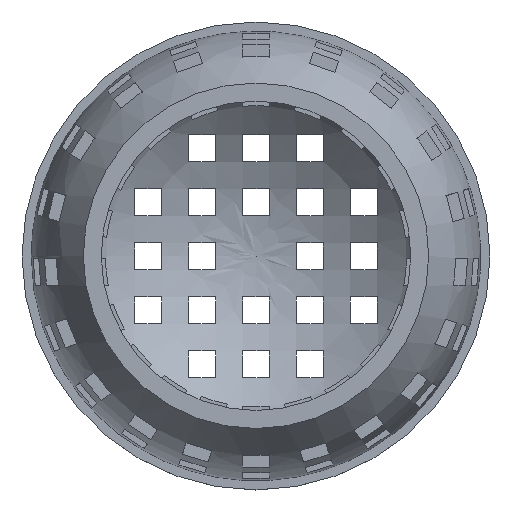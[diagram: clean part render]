
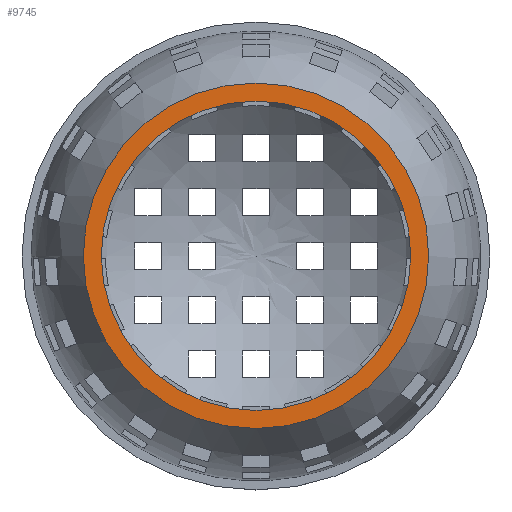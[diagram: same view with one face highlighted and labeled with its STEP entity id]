
A CAD part, top view. The second image highlights one B-rep face of the part: STEP entity #9745.
In plain terms, the highlighted planar face has unit normal (0, 0, 1).
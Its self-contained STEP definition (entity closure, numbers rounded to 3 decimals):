
#1219=FACE_BOUND('',#3402,.T.);
#2676=FACE_OUTER_BOUND('',#3401,.T.);
#3401=EDGE_LOOP('',(#8774));
#3402=EDGE_LOOP('',(#8775));
#3409=CIRCLE('',#9849,9.596);
#3413=CIRCLE('',#9853,8.597);
#3827=VERTEX_POINT('',#14369);
#3989=VERTEX_POINT('',#15230);
#4887=EDGE_CURVE('',#3827,#3827,#3409,.T.);
#5051=EDGE_CURVE('',#3989,#3989,#3413,.T.);
#8774=ORIENTED_EDGE('',*,*,#4887,.T.);
#8775=ORIENTED_EDGE('',*,*,#5051,.F.);
#9258=PLANE('',#10254);
#9745=ADVANCED_FACE('',(#2676,#1219),#9258,.T.);
#9849=AXIS2_PLACEMENT_3D('',#14371,#10516,#10517);
#9853=AXIS2_PLACEMENT_3D('',#15232,#10524,#10525);
#10254=AXIS2_PLACEMENT_3D('',#18081,#11726,#11727);
#10516=DIRECTION('center_axis',(0.,0.,
1.));
#10517=DIRECTION('ref_axis',(1.,0.,0.));
#10524=DIRECTION('center_axis',(0.,0.,
1.));
#10525=DIRECTION('ref_axis',(1.,0.,0.));
#11726=DIRECTION('center_axis',(0.,0.,
1.));
#11727=DIRECTION('ref_axis',(1.,0.,0.));
#14369=CARTESIAN_POINT('',(-9.591,0.88,-12.2));
#14371=CARTESIAN_POINT('Origin',(0.005,0.88,
-12.2));
#15230=CARTESIAN_POINT('',(-8.592,0.88,-12.2));
#15232=CARTESIAN_POINT('Origin',(0.005,0.88,
-12.2));
#18081=CARTESIAN_POINT('Origin',(-8.592,0.88,-12.2));
